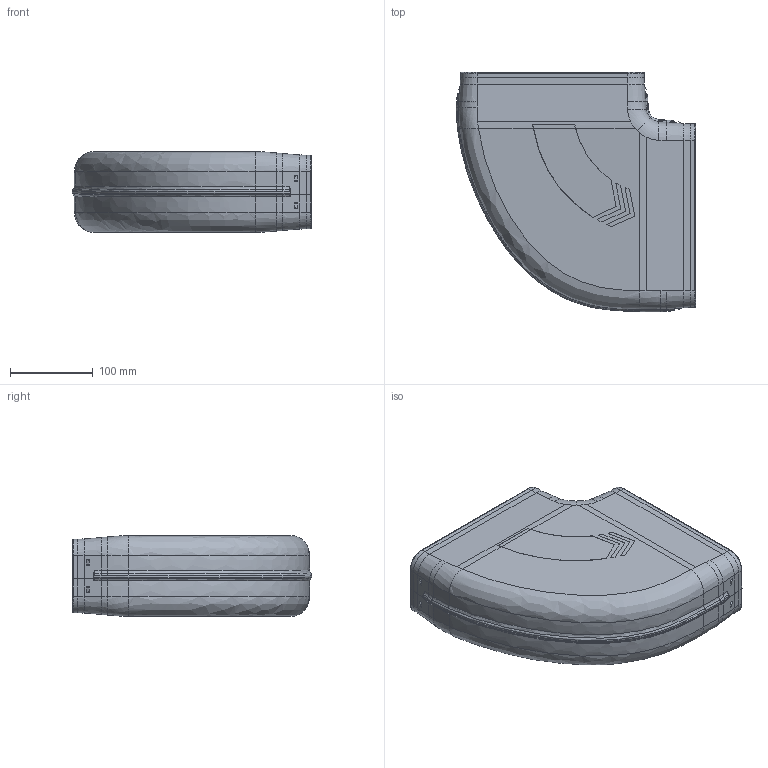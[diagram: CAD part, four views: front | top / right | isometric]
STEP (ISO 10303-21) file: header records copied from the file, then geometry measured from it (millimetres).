
FILE_DESCRIPTION(('CATIA V5 STEP Exchange'),'2;1');
FILE_NAME('4051006 P-RBH 150 Rohrbogen horizontal 90_vereinfacht.stp','2023-03-27T08:42:44+00:00',('none'),('none'),'CATIA Version 5 Release 21 SP 1 (IN-10)','CATIA V5 STEP AP214 Edition 3','none');
FILE_SCHEMA(('AUTOMOTIVE_DESIGN { 1 0 10303 214 3 1 1 1 }'));
Products named in the file (1): 4051006 P-RBH 150 Rohrbogen horizontal 90_vereinfacht
Bounding box: 289.68 x 289.68 x 98 mm (x, y, z)
Volume: 5580719.4 mm3; surface area: 243407.3 mm2
Topology: 1 solids, 1 shells, 518 faces, 1407 edges, 903 vertices
Faces by surface type: plane 196, bspline 149, cylinder 145, extrusion 20, cone 8
Entity records: 36158 total; most frequent: CARTESIAN_POINT 25052, ORIENTED_EDGE 2814, EDGE_CURVE 1407, DIRECTION 1364, VERTEX_POINT 903, B_SPLINE_CURVE_WITH_KNOTS 673, VECTOR 599, LINE 579
